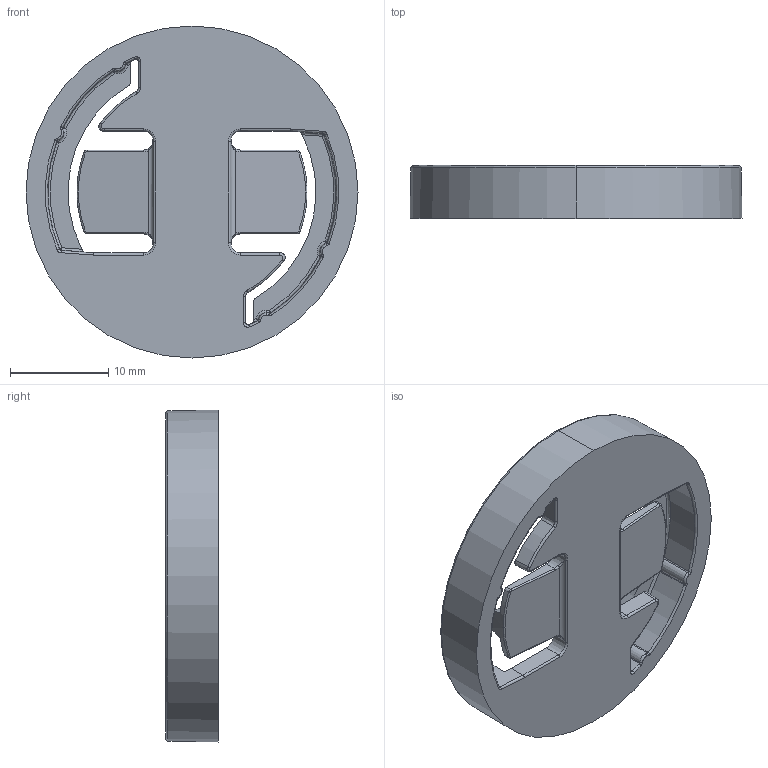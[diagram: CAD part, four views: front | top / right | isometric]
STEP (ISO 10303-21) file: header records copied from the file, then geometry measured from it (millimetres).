
FILE_DESCRIPTION (( 'STEP AP203' ), '1' );
FILE_NAME ('ELEMNT RECEIVER REVA01.STEP', '2015-11-13T12:42:12', ( '' ), ( '' ), 'SwSTEP 2.0', 'SolidWorks 2014', '' );
FILE_SCHEMA (( 'CONFIG_CONTROL_DESIGN' ));
Length unit declared in the file: millimetre
Products named in the file (2): ELEMNT RECEIVER REVA01
Bounding box: 33.8 x 5.38 x 33.8 mm (x, y, z)
Volume: 2261.8 mm3; surface area: 2719 mm2
Topology: 1 solids, 1 shells, 222 faces, 551 edges, 316 vertices
Faces by surface type: bspline 88, cylinder 36, torus 35, plane 31, cone 26, sphere 6
Entity records: 8251 total; most frequent: CARTESIAN_POINT 3625, ORIENTED_EDGE 1074, DIRECTION 788, EDGE_CURVE 537, AXIS2_PLACEMENT_3D 343, VERTEX_POINT 316, EDGE_LOOP 225, FACE_OUTER_BOUND 222
